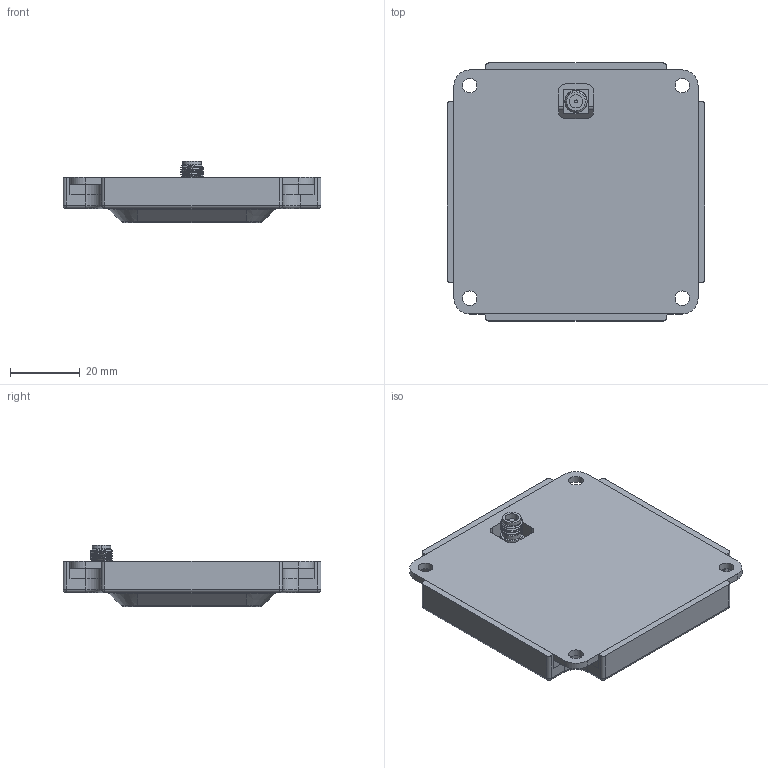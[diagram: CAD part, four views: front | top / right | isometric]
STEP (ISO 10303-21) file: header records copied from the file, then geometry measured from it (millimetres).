
FILE_DESCRIPTION (( '' ), '' );
FILE_NAME ('', '', ( '' ), ( '' ), '', '', '' );
FILE_SCHEMA (('CONFIG_CONTROL_DESIGN'));
Length unit declared in the file: inch
Products named in the file (1): piPATCH Simple
Bounding box: 74 x 74 x 17.53 mm (x, y, z)
Surface area: 25786.1 mm2 (no closed solid volume)
Topology: 0 solids, 4 shells, 234 faces, 604 edges, 379 vertices
Faces by surface type: plane 103, cylinder 87, torus 20, cone 14, sphere 8, bspline 2
Full cylindrical faces by diameter (mm): 4.2 x4
Entity records: 9029 total; most frequent: CARTESIAN_POINT 3055, DIRECTION 1236, ORIENTED_EDGE 1171, EDGE_CURVE 592, AXIS2_PLACEMENT_3D 437, VERTEX_POINT 373, LINE 362, VECTOR 362
